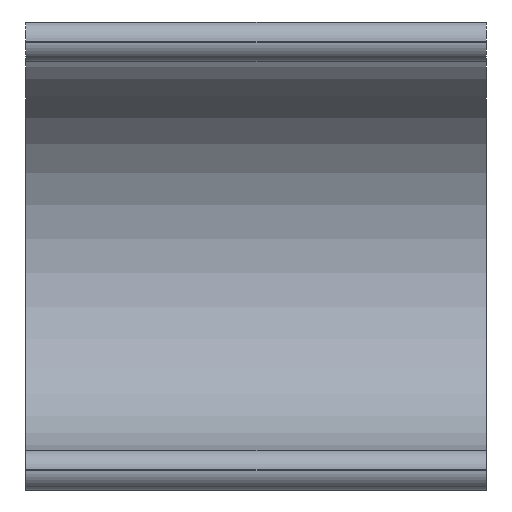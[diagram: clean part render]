
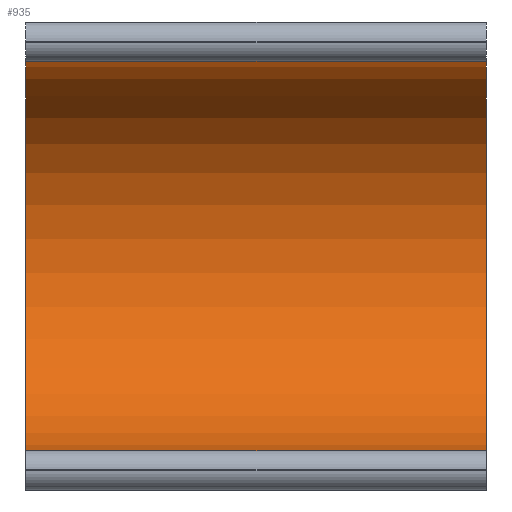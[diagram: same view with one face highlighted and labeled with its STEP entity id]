
A CAD part, left-side view. The second image highlights one B-rep face of the part: STEP entity #935.
In plain terms, the highlighted cylindrical face has radius 5.1 mm (diameter 10.2 mm), a partial arc.
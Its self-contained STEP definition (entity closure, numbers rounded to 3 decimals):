
#107=FACE_OUTER_BOUND('',#163,.T.);
#163=EDGE_LOOP('',(#733,#734,#735,#736));
#233=LINE('',#1722,#295);
#234=LINE('',#1725,#296);
#295=VECTOR('',#1267,10.);
#296=VECTOR('',#1270,10.);
#362=CIRCLE('',#1039,5.1);
#369=CIRCLE('',#1048,5.1);
#442=VERTEX_POINT('',#1698);
#443=VERTEX_POINT('',#1700);
#452=VERTEX_POINT('',#1720);
#453=VERTEX_POINT('',#1724);
#554=EDGE_CURVE('',#442,#443,#362,.T.);
#565=EDGE_CURVE('',#443,#452,#233,.T.);
#566=EDGE_CURVE('',#453,#442,#234,.T.);
#567=EDGE_CURVE('',#452,#453,#369,.T.);
#733=ORIENTED_EDGE('',*,*,#565,.F.);
#734=ORIENTED_EDGE('',*,*,#554,.F.);
#735=ORIENTED_EDGE('',*,*,#566,.F.);
#736=ORIENTED_EDGE('',*,*,#567,.F.);
#891=CYLINDRICAL_SURFACE('',#1047,5.1);
#935=ADVANCED_FACE('',(#107),#891,.F.);
#1039=AXIS2_PLACEMENT_3D('',#1701,#1247,#1248);
#1047=AXIS2_PLACEMENT_3D('',#1723,#1268,#1269);
#1048=AXIS2_PLACEMENT_3D('',#1726,#1271,#1272);
#1247=DIRECTION('center_axis',(0.,1.,0.));
#1248=DIRECTION('ref_axis',(0.,0.,1.));
#1267=DIRECTION('',(0.,1.,0.));
#1268=DIRECTION('center_axis',(0.,1.,0.));
#1269=DIRECTION('ref_axis',(0.,0.,1.));
#1270=DIRECTION('',(0.,-1.,0.));
#1271=DIRECTION('center_axis',(0.,-1.,0.));
#1272=DIRECTION('ref_axis',(0.,0.,1.));
#1698=CARTESIAN_POINT('',(0.455,0.,5.08));
#1700=CARTESIAN_POINT('',(0.455,0.,-5.08));
#1701=CARTESIAN_POINT('Origin',(0.,0.,0.));
#1720=CARTESIAN_POINT('',(0.455,12.,-5.08));
#1722=CARTESIAN_POINT('',(0.455,0.,-5.08));
#1723=CARTESIAN_POINT('Origin',(0.,0.,0.));
#1724=CARTESIAN_POINT('',(0.455,12.,5.08));
#1725=CARTESIAN_POINT('',(0.455,0.,5.08));
#1726=CARTESIAN_POINT('Origin',(0.,12.,0.));
